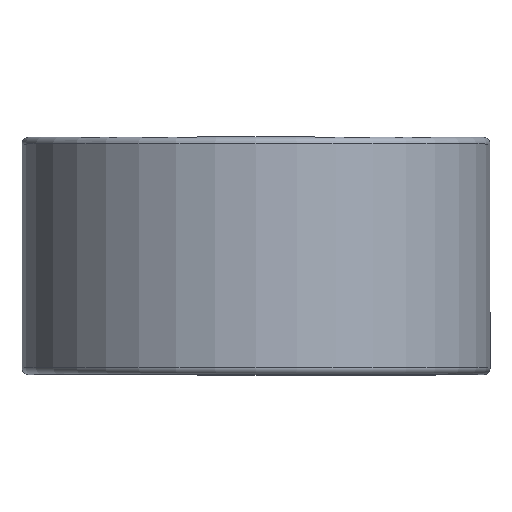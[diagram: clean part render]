
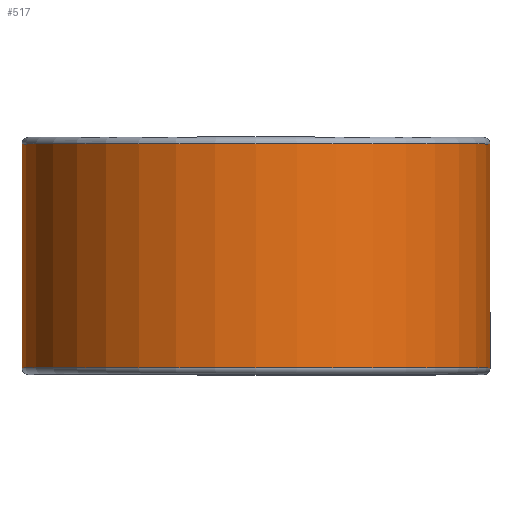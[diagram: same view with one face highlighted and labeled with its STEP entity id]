
A CAD part, top view. The second image highlights one B-rep face of the part: STEP entity #517.
In plain terms, the highlighted cylindrical face has radius 26.619 mm (diameter 53.238 mm), a partial arc.
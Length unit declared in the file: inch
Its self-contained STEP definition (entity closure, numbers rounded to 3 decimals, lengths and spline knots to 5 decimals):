
#264 = CARTESIAN_POINT ( 'NONE',  ( 0., 0.5, 0. ) ) ;
#324 = CYLINDRICAL_SURFACE ( 'NONE', #2393, 1.048 ) ;
#350 = VERTEX_POINT ( 'NONE', #2360 ) ;
#370 = VERTEX_POINT ( 'NONE', #478 ) ;
#452 = CARTESIAN_POINT ( 'NONE',  ( 1.048, 0.50125, 0. ) ) ;
#460 = EDGE_CURVE ( 'NONE', #1913, #1653, #1884, .T. ) ;
#478 = CARTESIAN_POINT ( 'NONE',  ( 1.048, -0.50125, 0. ) ) ;
#517 = ADVANCED_FACE ( 'NONE', ( #1676 ), #324, .T. ) ;
#527 = CARTESIAN_POINT ( 'NONE',  ( 0., -0.50125, 0. ) ) ;
#530 = LINE ( 'NONE', #821, #1404 ) ;
#535 = AXIS2_PLACEMENT_3D ( 'NONE', #1888, #1552, #1567 ) ;
#550 = DIRECTION ( 'NONE',  ( 0., 0., -1. ) ) ;
#553 = DIRECTION ( 'NONE',  ( 0., -1., 0. ) ) ;
#617 = DIRECTION ( 'NONE',  ( 0., -1., 0. ) ) ;
#619 = EDGE_LOOP ( 'NONE', ( #889, #829, #2137, #1723 ) ) ;
#821 = CARTESIAN_POINT ( 'NONE',  ( 0., 0.50125, -1.048 ) ) ;
#829 = ORIENTED_EDGE ( 'NONE', *, *, #460, .T. ) ;
#889 = ORIENTED_EDGE ( 'NONE', *, *, #1659, .T. ) ;
#1009 = DIRECTION ( 'NONE',  ( 0., 1., 0. ) ) ;
#1106 = LINE ( 'NONE', #452, #2227 ) ;
#1404 = VECTOR ( 'NONE', #1009, 39.37008 ) ;
#1446 = EDGE_CURVE ( 'NONE', #370, #350, #1518, .T. ) ;
#1495 = CARTESIAN_POINT ( 'NONE',  ( 1.048, 0.50125, 0. ) ) ;
#1518 = CIRCLE ( 'NONE', #2204, 1.048 ) ;
#1552 = DIRECTION ( 'NONE',  ( 0., -1., 0. ) ) ;
#1567 = DIRECTION ( 'NONE',  ( 0., 0., -1. ) ) ;
#1591 = CARTESIAN_POINT ( 'NONE',  ( 0., 0.50125, -1.048 ) ) ;
#1653 = VERTEX_POINT ( 'NONE', #1591 ) ;
#1659 = EDGE_CURVE ( 'NONE', #370, #1913, #1106, .T. ) ;
#1676 = FACE_OUTER_BOUND ( 'NONE', #619, .T. ) ;
#1723 = ORIENTED_EDGE ( 'NONE', *, *, #1446, .F. ) ;
#1884 = CIRCLE ( 'NONE', #535, 1.048 ) ;
#1888 = CARTESIAN_POINT ( 'NONE',  ( 0., 0.50125, 0. ) ) ;
#1913 = VERTEX_POINT ( 'NONE', #1495 ) ;
#2137 = ORIENTED_EDGE ( 'NONE', *, *, #2391, .F. ) ;
#2169 = DIRECTION ( 'NONE',  ( 0., 1., 0. ) ) ;
#2204 = AXIS2_PLACEMENT_3D ( 'NONE', #527, #553, #550 ) ;
#2227 = VECTOR ( 'NONE', #2169, 39.37008 ) ;
#2360 = CARTESIAN_POINT ( 'NONE',  ( 0., -0.50125, -1.048 ) ) ;
#2391 = EDGE_CURVE ( 'NONE', #350, #1653, #530, .T. ) ;
#2393 = AXIS2_PLACEMENT_3D ( 'NONE', #264, #617, #2436 ) ;
#2436 = DIRECTION ( 'NONE',  ( 0., 0., -1. ) ) ;
